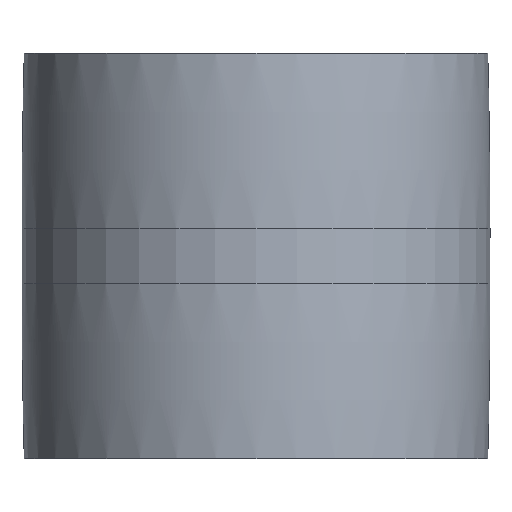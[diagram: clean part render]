
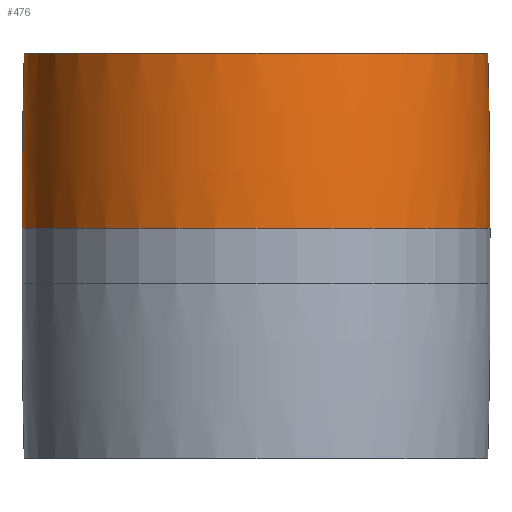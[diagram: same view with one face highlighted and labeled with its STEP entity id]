
A CAD part, front view. The second image highlights one B-rep face of the part: STEP entity #476.
In plain terms, the highlighted toroidal (fillet/blend) face has major radius 3054.43 mm and minor radius 3160.62 mm.
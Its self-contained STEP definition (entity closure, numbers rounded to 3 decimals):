
#13 = DIRECTION ( 'NONE',  ( -1., 0., 0. ) ) ;
#72 = EDGE_CURVE ( 'NONE', #622, #697, #699, .T. ) ;
#79 = AXIS2_PLACEMENT_3D ( 'NONE', #91, #523, #377 ) ;
#80 = CARTESIAN_POINT ( 'NONE',  ( 3054.425, 0., 12.5 ) ) ;
#91 = CARTESIAN_POINT ( 'NONE',  ( 0., 0., 12.5 ) ) ;
#115 = EDGE_LOOP ( 'NONE', ( #772, #268, #855, #172 ) ) ;
#135 = EDGE_CURVE ( 'NONE', #783, #697, #843, .T. ) ;
#140 = EDGE_CURVE ( 'NONE', #203, #783, #743, .T. ) ;
#147 = DIRECTION ( 'NONE',  ( 0., -1., 0. ) ) ;
#149 = CARTESIAN_POINT ( 'NONE',  ( -106.2, 0., 12.5 ) ) ;
#172 = ORIENTED_EDGE ( 'NONE', *, *, #135, .F. ) ;
#203 = VERTEX_POINT ( 'NONE', #149 ) ;
#223 = CARTESIAN_POINT ( 'NONE',  ( -3054.425, 0., 12.5 ) ) ;
#230 = CARTESIAN_POINT ( 'NONE',  ( 105.2, 0., 92. ) ) ;
#268 = ORIENTED_EDGE ( 'NONE', *, *, #389, .T. ) ;
#286 = DIRECTION ( 'NONE',  ( 0., 0., 1. ) ) ;
#300 = CARTESIAN_POINT ( 'NONE',  ( -105.2, 0., 92. ) ) ;
#356 = DIRECTION ( 'NONE',  ( 0., 0., -1. ) ) ;
#377 = DIRECTION ( 'NONE',  ( 1., 0., 0. ) ) ;
#389 = EDGE_CURVE ( 'NONE', #203, #622, #694, .T. ) ;
#437 = CARTESIAN_POINT ( 'NONE',  ( 0., 0., 92. ) ) ;
#476 = ADVANCED_FACE ( 'NONE', ( #901 ), #889, .T. ) ;
#478 = AXIS2_PLACEMENT_3D ( 'NONE', #223, #147, #356 ) ;
#523 = DIRECTION ( 'NONE',  ( 0., 0., 1. ) ) ;
#540 = AXIS2_PLACEMENT_3D ( 'NONE', #607, #906, #849 ) ;
#607 = CARTESIAN_POINT ( 'NONE',  ( 0., 0., 12.5 ) ) ;
#619 = AXIS2_PLACEMENT_3D ( 'NONE', #80, #752, #13 ) ;
#622 = VERTEX_POINT ( 'NONE', #707 ) ;
#694 = CIRCLE ( 'NONE', #540, 106.2 ) ;
#697 = VERTEX_POINT ( 'NONE', #230 ) ;
#699 = CIRCLE ( 'NONE', #478, 3160.625 ) ;
#707 = CARTESIAN_POINT ( 'NONE',  ( 106.2, 0., 12.5 ) ) ;
#743 = CIRCLE ( 'NONE', #619, 3160.625 ) ;
#752 = DIRECTION ( 'NONE',  ( 0., 1., 0. ) ) ;
#772 = ORIENTED_EDGE ( 'NONE', *, *, #140, .F. ) ;
#783 = VERTEX_POINT ( 'NONE', #300 ) ;
#843 = CIRCLE ( 'NONE', #862, 105.2 ) ;
#849 = DIRECTION ( 'NONE',  ( 1., 0., 0. ) ) ;
#855 = ORIENTED_EDGE ( 'NONE', *, *, #72, .T. ) ;
#862 = AXIS2_PLACEMENT_3D ( 'NONE', #437, #286, #898 ) ;
#889 = TOROIDAL_SURFACE ( 'NONE', #79, -3054.425, 3160.625 ) ;
#898 = DIRECTION ( 'NONE',  ( 1., 0., 0. ) ) ;
#901 = FACE_OUTER_BOUND ( 'NONE', #115, .T. ) ;
#906 = DIRECTION ( 'NONE',  ( 0., 0., 1. ) ) ;
